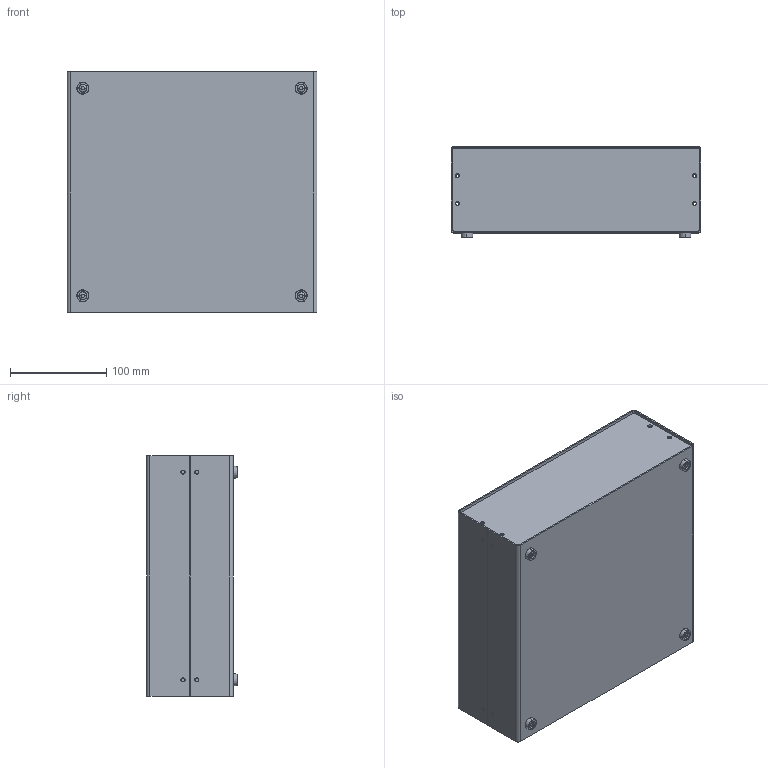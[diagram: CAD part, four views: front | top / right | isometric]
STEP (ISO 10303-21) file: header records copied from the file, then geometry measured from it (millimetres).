
FILE_DESCRIPTION (( 'STEP AP203' ), '1' );
FILE_NAME ('ZR250.260.90.STEP', '2023-11-16T13:41:32', ( '' ), ( '' ), 'SwSTEP 2.0', 'SolidWorks 2015', '' );
FILE_SCHEMA (( 'CONFIG_CONTROL_DESIGN' ));
Length unit declared in the file: millimetre
Products named in the file (8): Cover; Rail_v1_1; small_foot_1; Klin_1; Blokada_v2_1; ZR250.260.90; Base; Front
Assembly tree (22 placements, depth 2):
  ZR250.260.90
    Base
    Front  x2
    Cover
    Rail_v1_1  x2
    small_foot_1  x4
    Klin_1  x4
    Blokada_v2_1  x8
Bounding box: 260 x 94.45 x 250 mm (x, y, z)
Volume: 466537.4 mm3; surface area: 553442.2 mm2
Topology: 22 solids, 22 shells, 664 faces, 1820 edges, 1208 vertices
Faces by surface type: plane 344, cylinder 280, bspline 32, cone 8
Entity records: 11240 total; most frequent: CARTESIAN_POINT 2353, DIRECTION 1652, ORIENTED_EDGE 1588, EDGE_CURVE 794, AXIS2_PLACEMENT_3D 583, VERTEX_POINT 528, LINE 486, VECTOR 486
